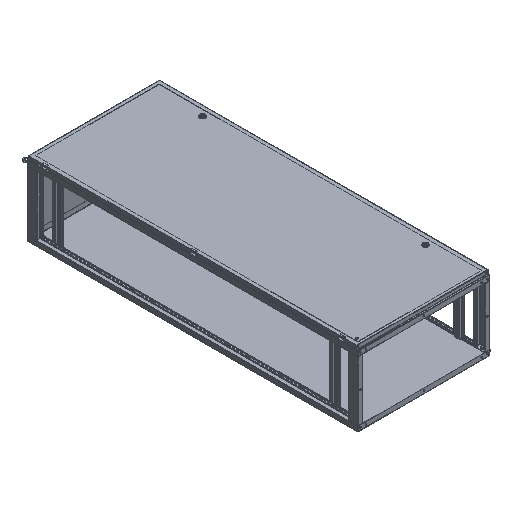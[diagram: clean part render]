
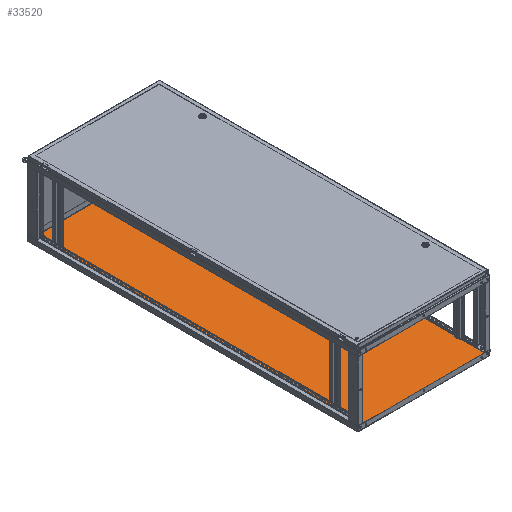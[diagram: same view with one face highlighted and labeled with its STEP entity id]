
A CAD part, isometric view. The second image highlights one B-rep face of the part: STEP entity #33520.
In plain terms, the highlighted face is planar.
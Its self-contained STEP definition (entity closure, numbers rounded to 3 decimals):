
#639 = DIRECTION ( 'NONE',  ( 1., 0., 0. ) ) ;
#2251 = LINE ( 'NONE', #66207, #55348 ) ;
#4190 = CARTESIAN_POINT ( 'NONE',  ( -798., 1998., -1. ) ) ;
#6718 = PLANE ( 'NONE',  #42658 ) ;
#11810 = CARTESIAN_POINT ( 'NONE',  ( -798., 1998.823, -1. ) ) ;
#12543 = LINE ( 'NONE', #11810, #18070 ) ;
#18070 = VECTOR ( 'NONE', #57882, 1000. ) ;
#20112 = CARTESIAN_POINT ( 'NONE',  ( -798.823, 2., -1. ) ) ;
#20705 = ORIENTED_EDGE ( 'NONE', *, *, #27027, .F. ) ;
#21669 = VERTEX_POINT ( 'NONE', #34091 ) ;
#23127 = LINE ( 'NONE', #40992, #64003 ) ;
#23483 = CARTESIAN_POINT ( 'NONE',  ( 0., 0., -1. ) ) ;
#24484 = CARTESIAN_POINT ( 'NONE',  ( -2., 1998., -1. ) ) ;
#24675 = VECTOR ( 'NONE', #53236, 1000. ) ;
#27027 = EDGE_CURVE ( 'NONE', #66524, #28139, #23127, .T. ) ;
#28139 = VERTEX_POINT ( 'NONE', #4190 ) ;
#29698 = EDGE_CURVE ( 'NONE', #28139, #67734, #12543, .T. ) ;
#30031 = ORIENTED_EDGE ( 'NONE', *, *, #59614, .F. ) ;
#30882 = ORIENTED_EDGE ( 'NONE', *, *, #29698, .F. ) ;
#31922 = DIRECTION ( 'NONE',  ( 0., 1., 0. ) ) ;
#33520 = ADVANCED_FACE ( 'NONE', ( #36380 ), #6718, .F. ) ;
#34091 = CARTESIAN_POINT ( 'NONE',  ( -2., 2., -1. ) ) ;
#36380 = FACE_OUTER_BOUND ( 'NONE', #47554, .T. ) ;
#39683 = CARTESIAN_POINT ( 'NONE',  ( -798., 2., -1. ) ) ;
#40992 = CARTESIAN_POINT ( 'NONE',  ( -1.177, 1998., -1. ) ) ;
#41354 = DIRECTION ( 'NONE',  ( 0., 0., 1. ) ) ;
#42658 = AXIS2_PLACEMENT_3D ( 'NONE', #23483, #41354, #639 ) ;
#47554 = EDGE_LOOP ( 'NONE', ( #63623, #30882, #20705, #30031 ) ) ;
#53236 = DIRECTION ( 'NONE',  ( 1., 0., 0. ) ) ;
#55348 = VECTOR ( 'NONE', #31922, 1000. ) ;
#57882 = DIRECTION ( 'NONE',  ( 0., -1., 0. ) ) ;
#59614 = EDGE_CURVE ( 'NONE', #21669, #66524, #2251, .T. ) ;
#63499 = DIRECTION ( 'NONE',  ( -1., 0., 0. ) ) ;
#63623 = ORIENTED_EDGE ( 'NONE', *, *, #70515, .F. ) ;
#64003 = VECTOR ( 'NONE', #63499, 1000. ) ;
#66207 = CARTESIAN_POINT ( 'NONE',  ( -2., 1.177, -1. ) ) ;
#66524 = VERTEX_POINT ( 'NONE', #24484 ) ;
#67734 = VERTEX_POINT ( 'NONE', #39683 ) ;
#70515 = EDGE_CURVE ( 'NONE', #67734, #21669, #72261, .T. ) ;
#72261 = LINE ( 'NONE', #20112, #24675 ) ;
